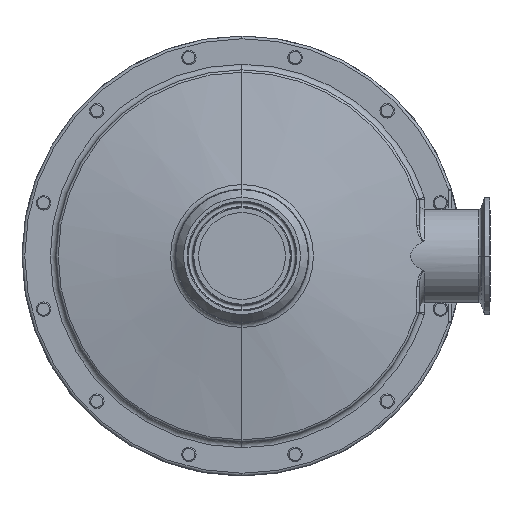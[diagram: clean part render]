
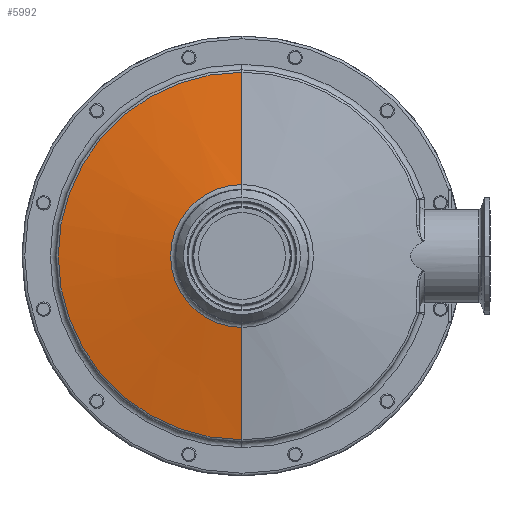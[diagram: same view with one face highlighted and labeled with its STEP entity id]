
A CAD part, front view. The second image highlights one B-rep face of the part: STEP entity #5992.
In plain terms, the highlighted conical face has half-angle 80 degrees and reference radius 36.513 mm.
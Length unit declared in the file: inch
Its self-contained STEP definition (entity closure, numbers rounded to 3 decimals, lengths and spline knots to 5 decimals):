
#598 = CARTESIAN_POINT ( 'NONE',  ( 0., 1.67768, 1.53666 ) ) ;
#601 = VERTEX_POINT ( 'NONE', #692 ) ;
#692 = CARTESIAN_POINT ( 'NONE',  ( 0., 2.10426, 3.95592 ) ) ;
#926 = VECTOR ( 'NONE', #7724, 39.37008 ) ;
#1126 = DIRECTION ( 'NONE',  ( 0., 1., 0. ) ) ;
#2144 = CARTESIAN_POINT ( 'NONE',  ( 0., 1.67768, -1.53666 ) ) ;
#2998 = DIRECTION ( 'NONE',  ( 0., -1., 0. ) ) ;
#3064 = DIRECTION ( 'NONE',  ( 0., 1., 0. ) ) ;
#3415 = AXIS2_PLACEMENT_3D ( 'NONE', #5148, #2998, #4226 ) ;
#3602 = LINE ( 'NONE', #5565, #926 ) ;
#4103 = AXIS2_PLACEMENT_3D ( 'NONE', #4316, #1126, #8706 ) ;
#4226 = DIRECTION ( 'NONE',  ( 0., 0., -1. ) ) ;
#4316 = CARTESIAN_POINT ( 'NONE',  ( 0., 1.67768, 0. ) ) ;
#4765 = CONICAL_SURFACE ( 'NONE', #13893, 1.4375, 1.396 ) ;
#5148 = CARTESIAN_POINT ( 'NONE',  ( 0., 2.10426, 0. ) ) ;
#5236 = DIRECTION ( 'NONE',  ( 0., 0., 1. ) ) ;
#5565 = CARTESIAN_POINT ( 'NONE',  ( 0., 1.66019, 1.4375 ) ) ;
#5633 = VECTOR ( 'NONE', #8873, 39.37008 ) ;
#5758 = ORIENTED_EDGE ( 'NONE', *, *, #8112, .T. ) ;
#5992 = ADVANCED_FACE ( 'Defeatured_0_7', ( #7289 ), #4765, .T. ) ;
#6157 = ORIENTED_EDGE ( 'NONE', *, *, #9012, .F. ) ;
#6303 = CIRCLE ( 'NONE', #4103, 1.53666 ) ;
#6622 = LINE ( 'NONE', #9614, #5633 ) ;
#7289 = FACE_OUTER_BOUND ( 'NONE', #13473, .T. ) ;
#7644 = ORIENTED_EDGE ( 'NONE', *, *, #8667, .T. ) ;
#7659 = VERTEX_POINT ( 'NONE', #2144 ) ;
#7724 = DIRECTION ( 'NONE',  ( 0., 0.174, 0.985 ) ) ;
#8112 = EDGE_CURVE ( 'NONE', #10262, #601, #3602, .T. ) ;
#8494 = CARTESIAN_POINT ( 'NONE',  ( 0., 1.66019, 0. ) ) ;
#8667 = EDGE_CURVE ( 'Defeatured_0_7+Defeatured_0_37+Defeatured_0_37+Defeatured_0_37', #7659, #10262, #6303, .T. ) ;
#8706 = DIRECTION ( 'NONE',  ( 0., 0., 1. ) ) ;
#8873 = DIRECTION ( 'NONE',  ( 0., 0.174, -0.985 ) ) ;
#9012 = EDGE_CURVE ( 'NONE', #7659, #13113, #6622, .T. ) ;
#9377 = EDGE_CURVE ( 'Defeatured_0_7+Defeatured_0_21+Defeatured_0_39+Defeatured_0_42', #601, #13113, #12656, .T. ) ;
#9614 = CARTESIAN_POINT ( 'NONE',  ( 0., 1.66019, -1.4375 ) ) ;
#10262 = VERTEX_POINT ( 'NONE', #598 ) ;
#11203 = ORIENTED_EDGE ( 'NONE', *, *, #9377, .T. ) ;
#12265 = CARTESIAN_POINT ( 'NONE',  ( 0., 2.10426, -3.95592 ) ) ;
#12656 = CIRCLE ( 'NONE', #3415, 3.95592 ) ;
#13113 = VERTEX_POINT ( 'NONE', #12265 ) ;
#13473 = EDGE_LOOP ( 'NONE', ( #6157, #7644, #5758, #11203 ) ) ;
#13893 = AXIS2_PLACEMENT_3D ( 'NONE', #8494, #3064, #5236 ) ;
